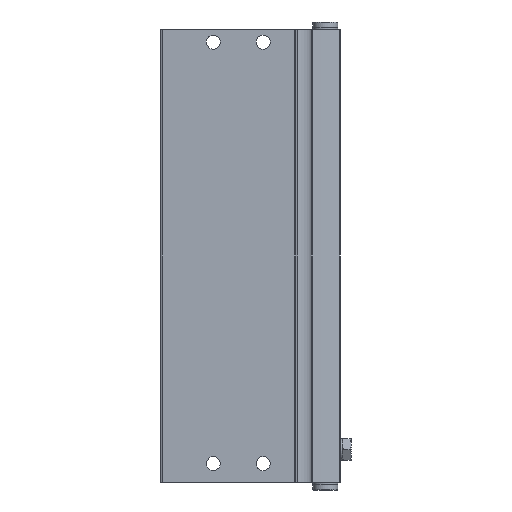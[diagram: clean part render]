
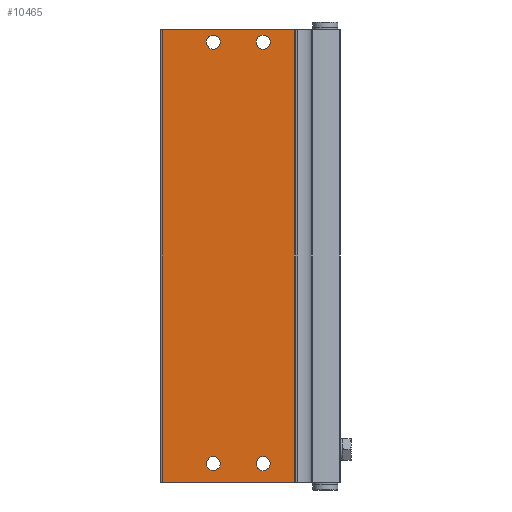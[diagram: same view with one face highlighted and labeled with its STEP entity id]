
A CAD part, front view. The second image highlights one B-rep face of the part: STEP entity #10465.
In plain terms, the highlighted planar face has unit normal (0, -1, 0).
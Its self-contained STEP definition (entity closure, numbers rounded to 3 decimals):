
#338=LINE('',#17967,#937);
#339=LINE('',#17977,#938);
#340=LINE('',#17979,#939);
#341=LINE('',#17981,#940);
#937=VECTOR('',#13207,1000.);
#938=VECTOR('',#13218,1000.);
#939=VECTOR('',#13219,1000.);
#940=VECTOR('',#13220,1000.);
#1506=PLANE('',#11696);
#1875=CIRCLE('',#11697,2.25);
#1876=CIRCLE('',#11698,2.25);
#1877=CIRCLE('',#11699,2.25);
#1878=CIRCLE('',#11700,2.25);
#2703=ORIENTED_EDGE('',*,*,#5338,.F.);
#2704=ORIENTED_EDGE('',*,*,#5339,.F.);
#2705=ORIENTED_EDGE('',*,*,#5340,.F.);
#2706=ORIENTED_EDGE('',*,*,#5341,.F.);
#2707=ORIENTED_EDGE('',*,*,#5342,.F.);
#2708=ORIENTED_EDGE('',*,*,#5337,.F.);
#2709=ORIENTED_EDGE('',*,*,#5343,.T.);
#2710=ORIENTED_EDGE('',*,*,#5344,.T.);
#5337=EDGE_CURVE('',#6642,#6641,#338,.T.);
#5338=EDGE_CURVE('',#6643,#6643,#1875,.T.);
#5339=EDGE_CURVE('',#6644,#6644,#1876,.T.);
#5340=EDGE_CURVE('',#6645,#6645,#1877,.T.);
#5341=EDGE_CURVE('',#6646,#6646,#1878,.T.);
#5342=EDGE_CURVE('',#6641,#6647,#339,.T.);
#5343=EDGE_CURVE('',#6642,#6648,#340,.T.);
#5344=EDGE_CURVE('',#6648,#6647,#341,.T.);
#6641=VERTEX_POINT('',#17964);
#6642=VERTEX_POINT('',#17966);
#6643=VERTEX_POINT('',#17970);
#6644=VERTEX_POINT('',#17972);
#6645=VERTEX_POINT('',#17974);
#6646=VERTEX_POINT('',#17976);
#6647=VERTEX_POINT('',#17978);
#6648=VERTEX_POINT('',#17980);
#7788=EDGE_LOOP('',(#2703));
#7789=EDGE_LOOP('',(#2704));
#7790=EDGE_LOOP('',(#2705));
#7791=EDGE_LOOP('',(#2706));
#7792=EDGE_LOOP('',(#2707,#2708,#2709,#2710));
#9023=FACE_BOUND('',#7788,.T.);
#9024=FACE_BOUND('',#7789,.T.);
#9025=FACE_BOUND('',#7790,.T.);
#9026=FACE_BOUND('',#7791,.T.);
#9027=FACE_BOUND('',#7792,.T.);
#10465=ADVANCED_FACE('',(#9023,#9024,#9025,#9026,#9027),#1506,.T.);
#11696=AXIS2_PLACEMENT_3D('',#17968,#13208,#13209);
#11697=AXIS2_PLACEMENT_3D('',#17969,#13210,#13211);
#11698=AXIS2_PLACEMENT_3D('',#17971,#13212,#13213);
#11699=AXIS2_PLACEMENT_3D('',#17973,#13214,#13215);
#11700=AXIS2_PLACEMENT_3D('',#17975,#13216,#13217);
#13207=DIRECTION('',(0.,0.,1.));
#13208=DIRECTION('',(0.,-1.,0.));
#13209=DIRECTION('',(0.,0.,-1.));
#13210=DIRECTION('',(0.,-1.,0.));
#13211=DIRECTION('',(0.,0.,-1.));
#13212=DIRECTION('',(0.,-1.,0.));
#13213=DIRECTION('',(0.,0.,-1.));
#13214=DIRECTION('',(0.,-1.,0.));
#13215=DIRECTION('',(0.,0.,-1.));
#13216=DIRECTION('',(0.,-1.,0.));
#13217=DIRECTION('',(0.,0.,-1.));
#13218=DIRECTION('',(1.,0.,0.));
#13219=DIRECTION('',(1.,0.,0.));
#13220=DIRECTION('',(0.,0.,1.));
#17964=CARTESIAN_POINT('',(-18.069,0.,0.));
#17966=CARTESIAN_POINT('',(-18.069,0.,-145.5));
#17967=CARTESIAN_POINT('',(-18.069,0.,-145.5));
#17968=CARTESIAN_POINT('',(-18.069,0.,-145.5));
#17969=CARTESIAN_POINT('',(-8.,0.,-6.));
#17970=CARTESIAN_POINT('',(-8.,0.,-8.25));
#17971=CARTESIAN_POINT('',(-8.,0.,-141.5));
#17972=CARTESIAN_POINT('',(-8.,0.,-143.75));
#17973=CARTESIAN_POINT('',(8.,0.,-141.5));
#17974=CARTESIAN_POINT('',(8.,0.,-143.75));
#17975=CARTESIAN_POINT('',(8.,0.,-6.));
#17976=CARTESIAN_POINT('',(8.,0.,-8.25));
#17977=CARTESIAN_POINT('',(-18.069,0.,0.));
#17978=CARTESIAN_POINT('',(24.5,0.,0.));
#17979=CARTESIAN_POINT('',(-18.069,0.,-145.5));
#17980=CARTESIAN_POINT('',(24.5,0.,-145.5));
#17981=CARTESIAN_POINT('',(24.5,0.,-145.5));
